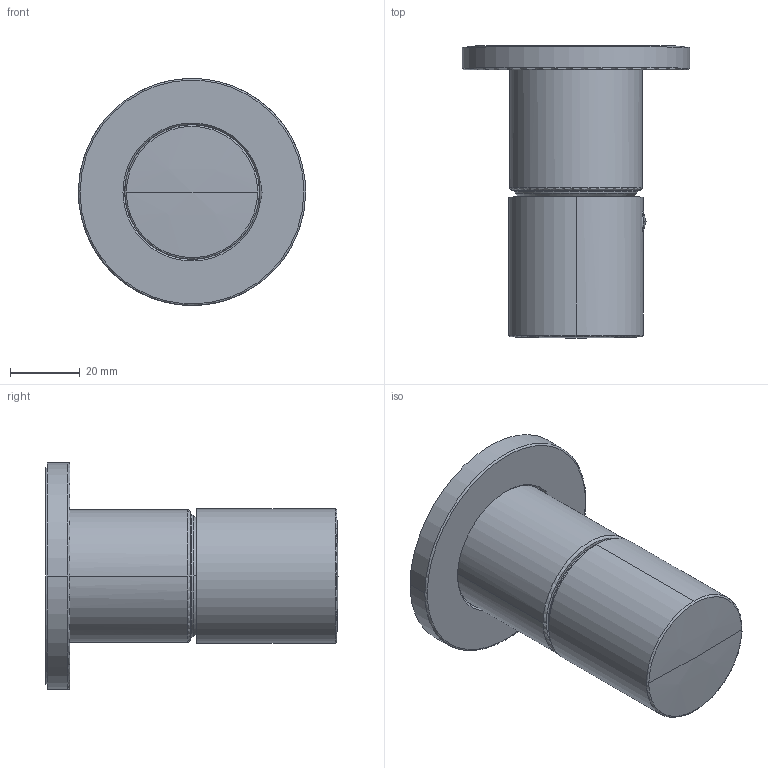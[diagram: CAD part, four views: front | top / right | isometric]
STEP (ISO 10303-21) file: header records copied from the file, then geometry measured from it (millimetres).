
FILE_DESCRIPTION(/* description */ (''),/* implementation_level */ '2;1');
FILE_NAME(/* name */ 'STEP - 164922501_34512',/* time_stamp */ '2025-09-02T11:04:26+10:00',/* author */ (''),/* organization */ (''),/* preprocessor_version */ 'ST-DEVELOPER v16.5',/* originating_system */ 'Rhino 7.37',/* authorisation */ '');
FILE_SCHEMA (('AUTOMOTIVE_DESIGN'));
Length unit declared in the file: millimetre
Products named in the file (11): Document; 164922501.2; 16492250120_ASM; 206026660126; 207011430601; 208000800601; 1649225000; 205055160726; 208001490601_AF0; 1649HANDLE; 2020304107261
Assembly tree (10 placements, depth 4):
  Document
    164922501.2
      16492250120_ASM
        206026660126
        207011430601
        208000800601
        1649225000
        205055160726
        208001490601_AF0
        1649HANDLE
        2020304107261
Bounding box: 65 x 83.57 x 64.91 mm (x, y, z)
Volume: 34002.1 mm3; surface area: 38495.9 mm2
Topology: 8 solids, 10 shells, 430 faces, 1105 edges, 704 vertices
Faces by surface type: plane 255, cylinder 90, bspline 85
Entity records: 15890 total; most frequent: CARTESIAN_POINT 8319, ORIENTED_EDGE 2194, EDGE_CURVE 1101, B_SPLINE_CURVE_WITH_KNOTS 845, VERTEX_POINT 704, EDGE_LOOP 463, ADVANCED_FACE 430, FACE_OUTER_BOUND 430
